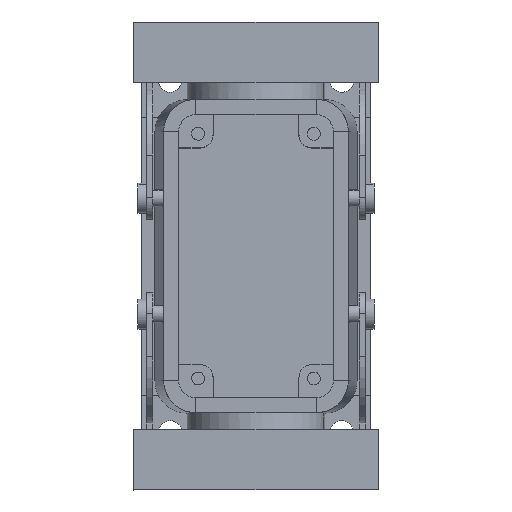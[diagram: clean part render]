
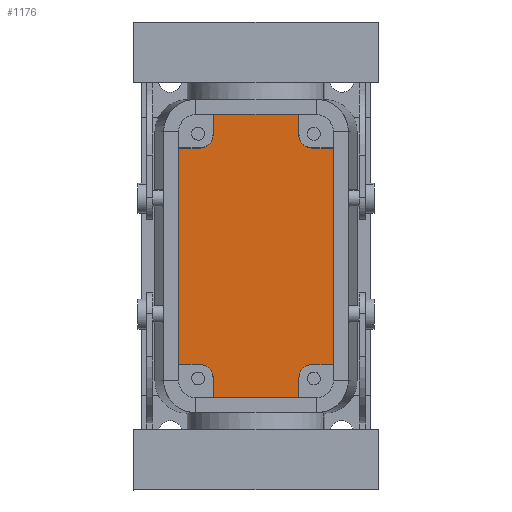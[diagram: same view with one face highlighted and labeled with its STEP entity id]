
A CAD part, top view. The second image highlights one B-rep face of the part: STEP entity #1176.
In plain terms, the highlighted planar face has unit normal (0, 0, 1).
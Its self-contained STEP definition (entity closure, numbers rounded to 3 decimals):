
#1024=AXIS2_PLACEMENT_3D('Plane Axis2P3D',#1021,#1022,#1023) ;
#311=CARTESIAN_POINT('Vertex',(18.5,87.5,5.5)) ;
#314=CARTESIAN_POINT('Line Origine',(28.5,87.5,5.5)) ;
#318=CARTESIAN_POINT('Vertex',(38.5,87.5,5.5)) ;
#1002=CARTESIAN_POINT('Line Origine',(18.5,85.125,5.5)) ;
#1006=CARTESIAN_POINT('Vertex',(18.5,82.75,5.5)) ;
#1021=CARTESIAN_POINT('Axis2P3D Location',(28.5,54.5,5.5)) ;
#1027=CARTESIAN_POINT('Control Point',(18.5,82.75,5.5)) ;
#1028=CARTESIAN_POINT('Control Point',(18.5,82.411,5.5)) ;
#1029=CARTESIAN_POINT('Control Point',(18.452,82.071,5.5)) ;
#1030=CARTESIAN_POINT('Control Point',(18.356,81.741,5.5)) ;
#1031=CARTESIAN_POINT('Control Point',(18.073,81.116,5.5)) ;
#1032=CARTESIAN_POINT('Control Point',(17.628,80.595,5.5)) ;
#1033=CARTESIAN_POINT('Control Point',(17.37,80.367,5.5)) ;
#1034=CARTESIAN_POINT('Control Point',(16.861,80.033,5.5)) ;
#1035=CARTESIAN_POINT('Control Point',(16.287,79.837,5.5)) ;
#1036=CARTESIAN_POINT('Control Point',(16.027,79.779,5.5)) ;
#1037=CARTESIAN_POINT('Control Point',(15.764,79.75,5.5)) ;
#1038=CARTESIAN_POINT('Control Point',(15.5,79.75,5.5)) ;
#1039=CARTESIAN_POINT('Vertex',(15.5,79.75,5.5)) ;
#1042=CARTESIAN_POINT('Line Origine',(13.,79.75,5.5)) ;
#1046=CARTESIAN_POINT('Vertex',(10.5,79.75,5.5)) ;
#1049=CARTESIAN_POINT('Line Origine',(10.5,54.5,5.5)) ;
#1053=CARTESIAN_POINT('Vertex',(10.5,29.25,5.5)) ;
#1056=CARTESIAN_POINT('Line Origine',(13.,29.25,5.5)) ;
#1060=CARTESIAN_POINT('Vertex',(15.5,29.25,5.5)) ;
#1064=CARTESIAN_POINT('Control Point',(15.5,29.25,5.5)) ;
#1065=CARTESIAN_POINT('Control Point',(15.839,29.25,5.5)) ;
#1066=CARTESIAN_POINT('Control Point',(16.179,29.202,5.5)) ;
#1067=CARTESIAN_POINT('Control Point',(16.509,29.106,5.5)) ;
#1068=CARTESIAN_POINT('Control Point',(17.134,28.823,5.5)) ;
#1069=CARTESIAN_POINT('Control Point',(17.655,28.378,5.5)) ;
#1070=CARTESIAN_POINT('Control Point',(17.883,28.12,5.5)) ;
#1071=CARTESIAN_POINT('Control Point',(18.217,27.611,5.5)) ;
#1072=CARTESIAN_POINT('Control Point',(18.413,27.037,5.5)) ;
#1073=CARTESIAN_POINT('Control Point',(18.471,26.777,5.5)) ;
#1074=CARTESIAN_POINT('Control Point',(18.5,26.514,5.5)) ;
#1075=CARTESIAN_POINT('Control Point',(18.5,26.25,5.5)) ;
#1076=CARTESIAN_POINT('Vertex',(18.5,26.25,5.5)) ;
#1079=CARTESIAN_POINT('Line Origine',(18.5,23.875,5.5)) ;
#1083=CARTESIAN_POINT('Vertex',(18.5,21.5,5.5)) ;
#1086=CARTESIAN_POINT('Line Origine',(28.5,21.5,5.5)) ;
#1090=CARTESIAN_POINT('Vertex',(38.5,21.5,5.5)) ;
#1093=CARTESIAN_POINT('Line Origine',(38.5,23.875,5.5)) ;
#1097=CARTESIAN_POINT('Vertex',(38.5,26.25,5.5)) ;
#1101=CARTESIAN_POINT('Control Point',(38.5,26.25,5.5)) ;
#1102=CARTESIAN_POINT('Control Point',(38.5,26.589,5.5)) ;
#1103=CARTESIAN_POINT('Control Point',(38.548,26.929,5.5)) ;
#1104=CARTESIAN_POINT('Control Point',(38.644,27.259,5.5)) ;
#1105=CARTESIAN_POINT('Control Point',(38.927,27.884,5.5)) ;
#1106=CARTESIAN_POINT('Control Point',(39.372,28.405,5.5)) ;
#1107=CARTESIAN_POINT('Control Point',(39.63,28.633,5.5)) ;
#1108=CARTESIAN_POINT('Control Point',(40.139,28.967,5.5)) ;
#1109=CARTESIAN_POINT('Control Point',(40.713,29.163,5.5)) ;
#1110=CARTESIAN_POINT('Control Point',(40.973,29.221,5.5)) ;
#1111=CARTESIAN_POINT('Control Point',(41.236,29.25,5.5)) ;
#1112=CARTESIAN_POINT('Control Point',(41.5,29.25,5.5)) ;
#1113=CARTESIAN_POINT('Vertex',(41.5,29.25,5.5)) ;
#1116=CARTESIAN_POINT('Line Origine',(44.,29.25,5.5)) ;
#1120=CARTESIAN_POINT('Vertex',(46.5,29.25,5.5)) ;
#1123=CARTESIAN_POINT('Line Origine',(46.5,54.5,5.5)) ;
#1127=CARTESIAN_POINT('Vertex',(46.5,79.75,5.5)) ;
#1130=CARTESIAN_POINT('Line Origine',(44.,79.75,5.5)) ;
#1134=CARTESIAN_POINT('Vertex',(41.5,79.75,5.5)) ;
#1138=CARTESIAN_POINT('Control Point',(41.5,79.75,5.5)) ;
#1139=CARTESIAN_POINT('Control Point',(41.161,79.75,5.5)) ;
#1140=CARTESIAN_POINT('Control Point',(40.821,79.798,5.5)) ;
#1141=CARTESIAN_POINT('Control Point',(40.491,79.894,5.5)) ;
#1142=CARTESIAN_POINT('Control Point',(39.866,80.177,5.5)) ;
#1143=CARTESIAN_POINT('Control Point',(39.345,80.622,5.5)) ;
#1144=CARTESIAN_POINT('Control Point',(39.117,80.88,5.5)) ;
#1145=CARTESIAN_POINT('Control Point',(38.783,81.389,5.5)) ;
#1146=CARTESIAN_POINT('Control Point',(38.587,81.963,5.5)) ;
#1147=CARTESIAN_POINT('Control Point',(38.529,82.223,5.5)) ;
#1148=CARTESIAN_POINT('Control Point',(38.5,82.486,5.5)) ;
#1149=CARTESIAN_POINT('Control Point',(38.5,82.75,5.5)) ;
#1150=CARTESIAN_POINT('Vertex',(38.5,82.75,5.5)) ;
#1153=CARTESIAN_POINT('Line Origine',(38.5,85.125,5.5)) ;
#315=DIRECTION('Vector Direction',(-1.,0.,0.)) ;
#1003=DIRECTION('Vector Direction',(0.,1.,0.)) ;
#1022=DIRECTION('Axis2P3D Direction',(0.,-0.,1.)) ;
#1023=DIRECTION('Axis2P3D XDirection',(0.,1.,0.)) ;
#1043=DIRECTION('Vector Direction',(1.,0.,0.)) ;
#1050=DIRECTION('Vector Direction',(0.,1.,0.)) ;
#1057=DIRECTION('Vector Direction',(1.,0.,0.)) ;
#1080=DIRECTION('Vector Direction',(0.,-1.,0.)) ;
#1087=DIRECTION('Vector Direction',(1.,0.,0.)) ;
#1094=DIRECTION('Vector Direction',(0.,-1.,0.)) ;
#1117=DIRECTION('Vector Direction',(-1.,0.,0.)) ;
#1124=DIRECTION('Vector Direction',(0.,-1.,0.)) ;
#1131=DIRECTION('Vector Direction',(-1.,0.,0.)) ;
#1154=DIRECTION('Vector Direction',(0.,1.,0.)) ;
#316=VECTOR('Line Direction',#315,1.) ;
#1004=VECTOR('Line Direction',#1003,1.) ;
#1044=VECTOR('Line Direction',#1043,1.) ;
#1051=VECTOR('Line Direction',#1050,1.) ;
#1058=VECTOR('Line Direction',#1057,1.) ;
#1081=VECTOR('Line Direction',#1080,1.) ;
#1088=VECTOR('Line Direction',#1087,1.) ;
#1095=VECTOR('Line Direction',#1094,1.) ;
#1118=VECTOR('Line Direction',#1117,1.) ;
#1125=VECTOR('Line Direction',#1124,1.) ;
#1132=VECTOR('Line Direction',#1131,1.) ;
#1155=VECTOR('Line Direction',#1154,1.) ;
#1159=ORIENTED_EDGE('',*,*,#1041,.F.) ;
#1160=ORIENTED_EDGE('',*,*,#1048,.F.) ;
#1161=ORIENTED_EDGE('',*,*,#1055,.T.) ;
#1162=ORIENTED_EDGE('',*,*,#1062,.T.) ;
#1163=ORIENTED_EDGE('',*,*,#1078,.F.) ;
#1164=ORIENTED_EDGE('',*,*,#1085,.T.) ;
#1165=ORIENTED_EDGE('',*,*,#1092,.T.) ;
#1166=ORIENTED_EDGE('',*,*,#1099,.F.) ;
#1167=ORIENTED_EDGE('',*,*,#1115,.F.) ;
#1168=ORIENTED_EDGE('',*,*,#1122,.F.) ;
#1169=ORIENTED_EDGE('',*,*,#1129,.T.) ;
#1170=ORIENTED_EDGE('',*,*,#1136,.T.) ;
#1171=ORIENTED_EDGE('',*,*,#1152,.F.) ;
#1172=ORIENTED_EDGE('',*,*,#1157,.T.) ;
#1173=ORIENTED_EDGE('',*,*,#320,.T.) ;
#1174=ORIENTED_EDGE('',*,*,#1008,.F.) ;
#1176=ADVANCED_FACE('Housing',(#1175),#1025,.T.) ;
#1026=B_SPLINE_CURVE_WITH_KNOTS('',5,(#1027,#1028,#1029,#1030,#1031,#1032,#1033,#1034,#1035,#1036,#1037,#1038),.UNSPECIFIED.,.F.,.U.,(6,3,3,6),(0.,2.4,4.8,6.664),.UNSPECIFIED.) ;
#1063=B_SPLINE_CURVE_WITH_KNOTS('',5,(#1064,#1065,#1066,#1067,#1068,#1069,#1070,#1071,#1072,#1073,#1074,#1075),.UNSPECIFIED.,.F.,.U.,(6,3,3,6),(0.,2.4,4.8,6.664),.UNSPECIFIED.) ;
#1100=B_SPLINE_CURVE_WITH_KNOTS('',5,(#1101,#1102,#1103,#1104,#1105,#1106,#1107,#1108,#1109,#1110,#1111,#1112),.UNSPECIFIED.,.F.,.U.,(6,3,3,6),(0.,2.4,4.8,6.664),.UNSPECIFIED.) ;
#1137=B_SPLINE_CURVE_WITH_KNOTS('',5,(#1138,#1139,#1140,#1141,#1142,#1143,#1144,#1145,#1146,#1147,#1148,#1149),.UNSPECIFIED.,.F.,.U.,(6,3,3,6),(0.,2.4,4.8,6.664),.UNSPECIFIED.) ;
#320=EDGE_CURVE('',#319,#312,#317,.T.) ;
#1008=EDGE_CURVE('',#1007,#312,#1005,.T.) ;
#1041=EDGE_CURVE('',#1040,#1007,#1026,.F.) ;
#1048=EDGE_CURVE('',#1047,#1040,#1045,.T.) ;
#1055=EDGE_CURVE('',#1047,#1054,#1052,.F.) ;
#1062=EDGE_CURVE('',#1054,#1061,#1059,.T.) ;
#1078=EDGE_CURVE('',#1077,#1061,#1063,.F.) ;
#1085=EDGE_CURVE('',#1077,#1084,#1082,.T.) ;
#1092=EDGE_CURVE('',#1084,#1091,#1089,.T.) ;
#1099=EDGE_CURVE('',#1098,#1091,#1096,.T.) ;
#1115=EDGE_CURVE('',#1114,#1098,#1100,.F.) ;
#1122=EDGE_CURVE('',#1121,#1114,#1119,.T.) ;
#1129=EDGE_CURVE('',#1121,#1128,#1126,.F.) ;
#1136=EDGE_CURVE('',#1128,#1135,#1133,.T.) ;
#1152=EDGE_CURVE('',#1151,#1135,#1137,.F.) ;
#1157=EDGE_CURVE('',#1151,#319,#1156,.T.) ;
#1158=EDGE_LOOP('',(#1159,#1160,#1161,#1162,#1163,#1164,#1165,#1166,#1167,#1168,#1169,#1170,#1171,#1172,#1173,#1174)) ;
#1175=FACE_OUTER_BOUND('',#1158,.T.) ;
#317=LINE('Line',#314,#316) ;
#1005=LINE('Line',#1002,#1004) ;
#1045=LINE('Line',#1042,#1044) ;
#1052=LINE('Line',#1049,#1051) ;
#1059=LINE('Line',#1056,#1058) ;
#1082=LINE('Line',#1079,#1081) ;
#1089=LINE('Line',#1086,#1088) ;
#1096=LINE('Line',#1093,#1095) ;
#1119=LINE('Line',#1116,#1118) ;
#1126=LINE('Line',#1123,#1125) ;
#1133=LINE('Line',#1130,#1132) ;
#1156=LINE('Line',#1153,#1155) ;
#1025=PLANE('',#1024) ;
#312=VERTEX_POINT('',#311) ;
#319=VERTEX_POINT('',#318) ;
#1007=VERTEX_POINT('',#1006) ;
#1040=VERTEX_POINT('',#1039) ;
#1047=VERTEX_POINT('',#1046) ;
#1054=VERTEX_POINT('',#1053) ;
#1061=VERTEX_POINT('',#1060) ;
#1077=VERTEX_POINT('',#1076) ;
#1084=VERTEX_POINT('',#1083) ;
#1091=VERTEX_POINT('',#1090) ;
#1098=VERTEX_POINT('',#1097) ;
#1114=VERTEX_POINT('',#1113) ;
#1121=VERTEX_POINT('',#1120) ;
#1128=VERTEX_POINT('',#1127) ;
#1135=VERTEX_POINT('',#1134) ;
#1151=VERTEX_POINT('',#1150) ;
